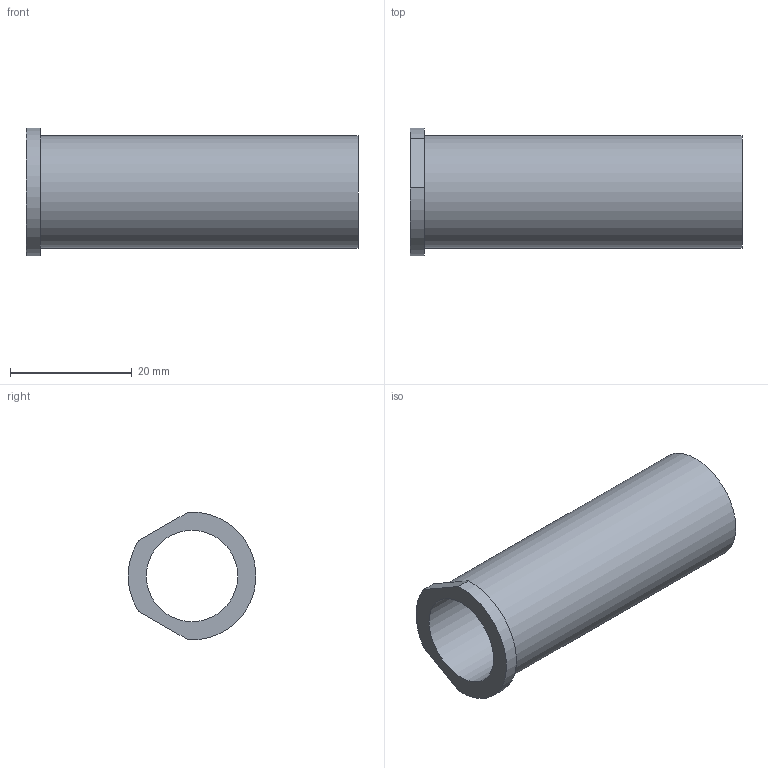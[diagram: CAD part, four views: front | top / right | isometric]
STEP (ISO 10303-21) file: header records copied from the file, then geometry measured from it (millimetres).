
FILE_DESCRIPTION(/* description */ (''),/* implementation_level */ '2;1');
FILE_NAME(/* name */ 'UK1401 v3 Стакан v1.2 АПЯС.715352.002.stp',/* time_stamp */ '2018-05-24T12:00:34+03:00',/* author */ (''),/* organization */ (''),/* preprocessor_version */ 'ST-DEVELOPER v16',/* originating_system */ 'SIEMENS PLM Software NX 10.0',/* authorisation */ '');
FILE_SCHEMA (('AUTOMOTIVE_DESIGN { 1 0 10303 214 3 1 1 1 }'));
Length unit declared in the file: millimetre
Products named in the file (1): Cont25B448BC85i5
Bounding box: 54.5 x 20.92 x 20.96 mm (x, y, z)
Volume: 4176.6 mm3; surface area: 6317.2 mm2
Topology: 1 solids, 1 shells, 23 faces, 57 edges, 38 vertices
Faces by surface type: cylinder 11, plane 10, cone 2
Full cylindrical faces by diameter (mm): 15 x1, 16 x1, 18.5 x1
Entity records: 764 total; most frequent: CARTESIAN_POINT 168, DIRECTION 130, ORIENTED_EDGE 106, AXIS2_PLACEMENT_3D 55, EDGE_CURVE 53, VERTEX_POINT 37, CIRCLE 31, EDGE_LOOP 30
